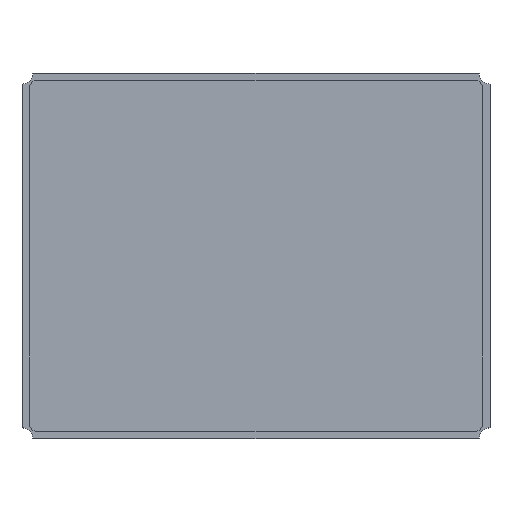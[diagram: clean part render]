
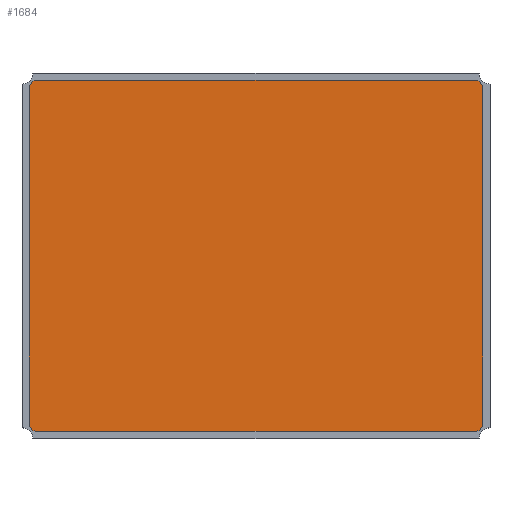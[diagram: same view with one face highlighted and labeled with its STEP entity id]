
A CAD part, top view. The second image highlights one B-rep face of the part: STEP entity #1684.
In plain terms, the highlighted planar face has unit normal (0, 0, 1).
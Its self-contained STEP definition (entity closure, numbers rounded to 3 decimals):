
#31=FACE_OUTER_BOUND('',#124,.T.);
#124=EDGE_LOOP('',(#1096,#1097,#1098,#1099,#1100,#1101,#1102,#1103));
#218=LINE('',#2376,#440);
#219=LINE('',#2380,#441);
#220=LINE('',#2384,#442);
#221=LINE('',#2387,#443);
#440=VECTOR('',#1918,1000.);
#441=VECTOR('',#1921,1000.);
#442=VECTOR('',#1924,1000.);
#443=VECTOR('',#1927,1000.);
#662=CIRCLE('',#1796,0.05);
#663=CIRCLE('',#1797,0.05);
#664=CIRCLE('',#1798,0.05);
#665=CIRCLE('',#1799,0.05);
#686=VERTEX_POINT('',#2372);
#687=VERTEX_POINT('',#2373);
#688=VERTEX_POINT('',#2375);
#689=VERTEX_POINT('',#2377);
#690=VERTEX_POINT('',#2379);
#691=VERTEX_POINT('',#2381);
#692=VERTEX_POINT('',#2383);
#693=VERTEX_POINT('',#2385);
#850=EDGE_CURVE('',#686,#687,#662,.T.);
#851=EDGE_CURVE('',#688,#686,#218,.T.);
#852=EDGE_CURVE('',#689,#688,#663,.T.);
#853=EDGE_CURVE('',#690,#689,#219,.T.);
#854=EDGE_CURVE('',#691,#690,#664,.T.);
#855=EDGE_CURVE('',#692,#691,#220,.T.);
#856=EDGE_CURVE('',#693,#692,#665,.T.);
#857=EDGE_CURVE('',#687,#693,#221,.T.);
#1096=ORIENTED_EDGE('',*,*,#850,.F.);
#1097=ORIENTED_EDGE('',*,*,#851,.F.);
#1098=ORIENTED_EDGE('',*,*,#852,.F.);
#1099=ORIENTED_EDGE('',*,*,#853,.F.);
#1100=ORIENTED_EDGE('',*,*,#854,.F.);
#1101=ORIENTED_EDGE('',*,*,#855,.F.);
#1102=ORIENTED_EDGE('',*,*,#856,.F.);
#1103=ORIENTED_EDGE('',*,*,#857,.F.);
#1588=PLANE('',#1795);
#1684=ADVANCED_FACE('',(#31),#1588,.F.);
#1795=AXIS2_PLACEMENT_3D('',#2371,#1914,#1915);
#1796=AXIS2_PLACEMENT_3D('',#2374,#1916,#1917);
#1797=AXIS2_PLACEMENT_3D('',#2378,#1919,#1920);
#1798=AXIS2_PLACEMENT_3D('',#2382,#1922,#1923);
#1799=AXIS2_PLACEMENT_3D('',#2386,#1925,#1926);
#1914=DIRECTION('center_axis',(0.,0.,-1.));
#1915=DIRECTION('ref_axis',(0.,1.,0.));
#1916=DIRECTION('center_axis',(0.,0.,-1.));
#1917=DIRECTION('ref_axis',(0.,1.,0.));
#1918=DIRECTION('',(0.,1.,0.));
#1919=DIRECTION('center_axis',(0.,0.,-1.));
#1920=DIRECTION('ref_axis',(0.,1.,0.));
#1921=DIRECTION('',(-1.,0.,0.));
#1922=DIRECTION('center_axis',(0.,0.,-1.));
#1923=DIRECTION('ref_axis',(0.,1.,0.));
#1924=DIRECTION('',(0.,-1.,0.));
#1925=DIRECTION('center_axis',(0.,0.,-1.));
#1926=DIRECTION('ref_axis',(0.,1.,0.));
#1927=DIRECTION('',(1.,0.,0.));
#2371=CARTESIAN_POINT('Origin',(0.,0.,0.8));
#2372=CARTESIAN_POINT('',(-1.55,1.15,0.8));
#2373=CARTESIAN_POINT('',(-1.5,1.2,0.8));
#2374=CARTESIAN_POINT('Origin',(-1.5,1.15,0.8));
#2375=CARTESIAN_POINT('',(-1.55,-1.15,0.8));
#2376=CARTESIAN_POINT('',(-1.55,0.,0.8));
#2377=CARTESIAN_POINT('',(-1.5,-1.2,0.8));
#2378=CARTESIAN_POINT('Origin',(-1.5,-1.15,0.8));
#2379=CARTESIAN_POINT('',(1.5,-1.2,0.8));
#2380=CARTESIAN_POINT('',(0.,-1.2,0.8));
#2381=CARTESIAN_POINT('',(1.55,-1.15,0.8));
#2382=CARTESIAN_POINT('Origin',(1.5,-1.15,0.8));
#2383=CARTESIAN_POINT('',(1.55,1.15,0.8));
#2384=CARTESIAN_POINT('',(1.55,0.,0.8));
#2385=CARTESIAN_POINT('',(1.5,1.2,0.8));
#2386=CARTESIAN_POINT('Origin',(1.5,1.15,0.8));
#2387=CARTESIAN_POINT('',(0.,1.2,0.8));
